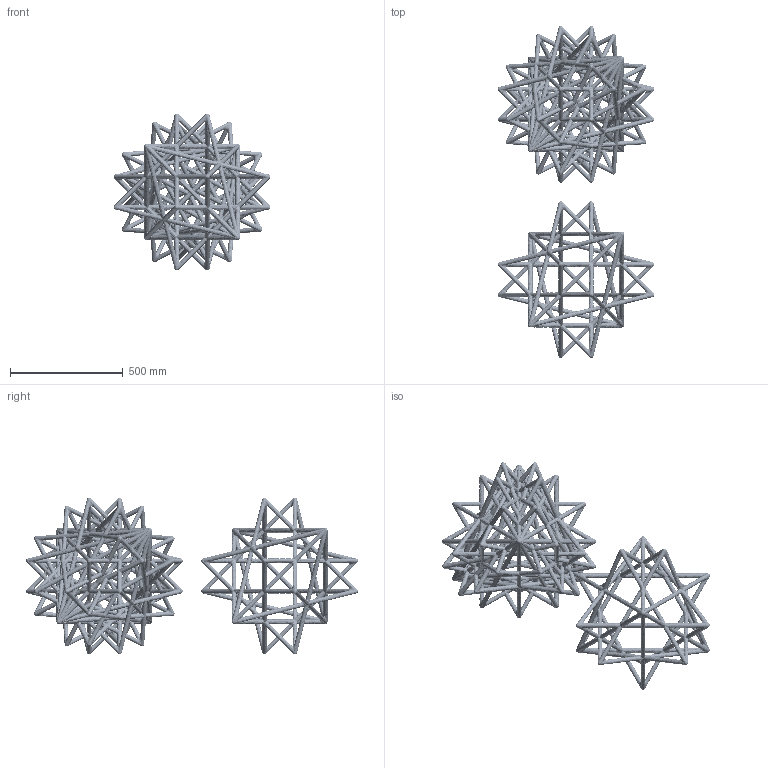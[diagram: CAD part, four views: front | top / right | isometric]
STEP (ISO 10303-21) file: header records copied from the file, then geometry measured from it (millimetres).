
FILE_DESCRIPTION(('FreeCAD Model'),'2;1');
FILE_NAME('Open CASCADE Shape Model','2025-05-04T06:36:59',('FreeCAD'),( 'FreeCAD'),'Open CASCADE STEP processor 7.6','FreeCAD','Unknown');
FILE_SCHEMA(('AUTOMOTIVE_DESIGN { 1 0 10303 214 1 1 1 1 }'));
Products named in the file (1): Open CASCADE STEP translator 7.6 1
Bounding box: 695.06 x 1470.8 x 695.06 mm (x, y, z)
Volume: 17885618.4 mm3; surface area: 3199631.1 mm2
Topology: 2 solids, 2 shells, 2516 faces, 6512 edges, 2427 vertices
Faces by surface type: bspline 2516
Entity records: 152239 total; most frequent: CARTESIAN_POINT 123736, ORIENTED_EDGE 10928, EDGE_CURVE 5464, ADVANCED_FACE 2516, FACE_BOUND 2516, EDGE_LOOP 2516, VERTEX_POINT 2428, B_SPLINE_SURFACE_WITH_KNOTS 1488
